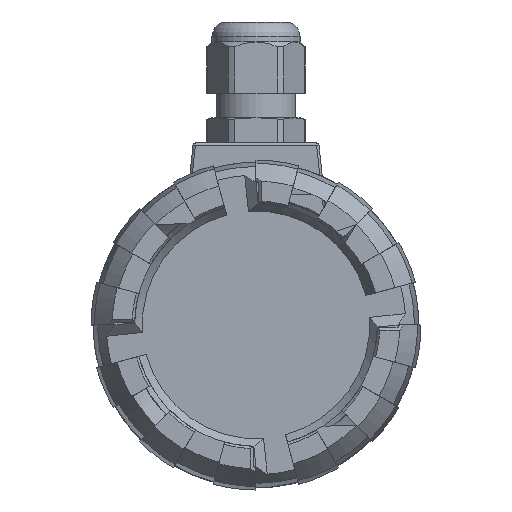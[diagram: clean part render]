
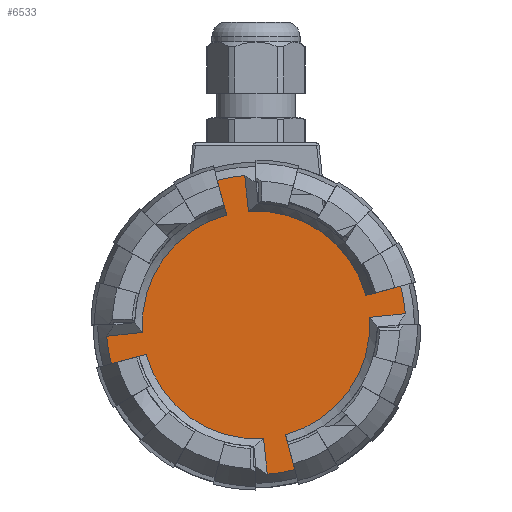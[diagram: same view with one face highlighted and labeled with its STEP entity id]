
A CAD part, top view. The second image highlights one B-rep face of the part: STEP entity #6533.
In plain terms, the highlighted planar face has unit normal (0, 0, 1).
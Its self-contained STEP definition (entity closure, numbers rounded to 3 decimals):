
#262=LINE('',#9145,#630);
#304=LINE('',#9241,#672);
#349=LINE('',#9344,#717);
#388=LINE('',#9433,#756);
#398=LINE('',#9491,#766);
#399=LINE('',#9496,#767);
#400=LINE('',#9501,#768);
#401=LINE('',#9504,#769);
#630=VECTOR('',#7586,1000.);
#672=VECTOR('',#7664,1000.);
#717=VECTOR('',#7745,1000.);
#756=VECTOR('',#7820,1000.);
#766=VECTOR('',#7898,1000.);
#767=VECTOR('',#7903,1000.);
#768=VECTOR('',#7908,1000.);
#769=VECTOR('',#7911,1000.);
#990=PLANE('',#6917);
#1635=ORIENTED_EDGE('',*,*,#2773,.F.);
#1636=ORIENTED_EDGE('',*,*,#2774,.F.);
#1637=ORIENTED_EDGE('',*,*,#2775,.T.);
#1638=ORIENTED_EDGE('',*,*,#2649,.F.);
#1639=ORIENTED_EDGE('',*,*,#2776,.F.);
#1640=ORIENTED_EDGE('',*,*,#2777,.T.);
#1641=ORIENTED_EDGE('',*,*,#2778,.T.);
#1642=ORIENTED_EDGE('',*,*,#2601,.T.);
#1643=ORIENTED_EDGE('',*,*,#2779,.F.);
#1644=ORIENTED_EDGE('',*,*,#2780,.F.);
#1645=ORIENTED_EDGE('',*,*,#2752,.T.);
#1646=ORIENTED_EDGE('',*,*,#2745,.F.);
#1647=ORIENTED_EDGE('',*,*,#2781,.F.);
#1648=ORIENTED_EDGE('',*,*,#2782,.F.);
#1649=ORIENTED_EDGE('',*,*,#2783,.T.);
#1650=ORIENTED_EDGE('',*,*,#2700,.F.);
#2601=EDGE_CURVE('',#3252,#3253,#262,.T.);
#2649=EDGE_CURVE('',#3288,#3289,#304,.T.);
#2700=EDGE_CURVE('',#3327,#3328,#349,.T.);
#2745=EDGE_CURVE('',#3360,#3361,#388,.T.);
#2752=EDGE_CURVE('',#3366,#3361,#3642,.T.);
#2773=EDGE_CURVE('',#3373,#3327,#3656,.T.);
#2774=EDGE_CURVE('',#3374,#3373,#398,.T.);
#2775=EDGE_CURVE('',#3374,#3289,#3657,.T.);
#2776=EDGE_CURVE('',#3375,#3288,#3658,.T.);
#2777=EDGE_CURVE('',#3375,#3376,#399,.T.);
#2778=EDGE_CURVE('',#3376,#3252,#3659,.T.);
#2779=EDGE_CURVE('',#3377,#3253,#3660,.T.);
#2780=EDGE_CURVE('',#3366,#3377,#400,.T.);
#2781=EDGE_CURVE('',#3378,#3360,#3661,.T.);
#2782=EDGE_CURVE('',#3379,#3378,#401,.T.);
#2783=EDGE_CURVE('',#3379,#3328,#3662,.T.);
#3252=VERTEX_POINT('',#9146);
#3253=VERTEX_POINT('',#9147);
#3288=VERTEX_POINT('',#9242);
#3289=VERTEX_POINT('',#9243);
#3327=VERTEX_POINT('',#9343);
#3328=VERTEX_POINT('',#9345);
#3360=VERTEX_POINT('',#9434);
#3361=VERTEX_POINT('',#9435);
#3366=VERTEX_POINT('',#9448);
#3373=VERTEX_POINT('',#9490);
#3374=VERTEX_POINT('',#9492);
#3375=VERTEX_POINT('',#9495);
#3376=VERTEX_POINT('',#9497);
#3377=VERTEX_POINT('',#9500);
#3378=VERTEX_POINT('',#9503);
#3379=VERTEX_POINT('',#9505);
#3642=CIRCLE('',#6886,32.206);
#3656=CIRCLE('',#6918,24.47);
#3657=CIRCLE('',#6919,32.206);
#3658=CIRCLE('',#6920,24.47);
#3659=CIRCLE('',#6921,32.206);
#3660=CIRCLE('',#6922,24.47);
#3661=CIRCLE('',#6923,24.47);
#3662=CIRCLE('',#6924,32.206);
#3931=EDGE_LOOP('',(#1635,#1636,#1637,#1638,#1639,#1640,#1641,#1642,#1643,
#1644,#1645,#1646,#1647,#1648,#1649,#1650));
#4248=FACE_BOUND('',#3931,.T.);
#6533=ADVANCED_FACE('',(#4248),#990,.F.);
#6886=AXIS2_PLACEMENT_3D('',#9447,#7829,#7830);
#6917=AXIS2_PLACEMENT_3D('',#9488,#7894,#7895);
#6918=AXIS2_PLACEMENT_3D('',#9489,#7896,#7897);
#6919=AXIS2_PLACEMENT_3D('',#9493,#7899,#7900);
#6920=AXIS2_PLACEMENT_3D('',#9494,#7901,#7902);
#6921=AXIS2_PLACEMENT_3D('',#9498,#7904,#7905);
#6922=AXIS2_PLACEMENT_3D('',#9499,#7906,#7907);
#6923=AXIS2_PLACEMENT_3D('',#9502,#7909,#7910);
#6924=AXIS2_PLACEMENT_3D('',#9506,#7912,#7913);
#7586=DIRECTION('',(0.966,0.259,0.));
#7664=DIRECTION('',(-0.259,0.966,0.));
#7745=DIRECTION('',(0.966,0.259,0.));
#7820=DIRECTION('',(0.259,-0.966,0.));
#7829=DIRECTION('',(0.,0.,1.));
#7830=DIRECTION('',(1.,0.,0.));
#7894=DIRECTION('',(0.,0.,-1.));
#7895=DIRECTION('',(-1.,0.,0.));
#7896=DIRECTION('',(0.,0.,-1.));
#7897=DIRECTION('',(-1.,0.,0.));
#7898=DIRECTION('',(0.105,-0.995,0.));
#7899=DIRECTION('',(0.,0.,1.));
#7900=DIRECTION('',(1.,0.,0.));
#7901=DIRECTION('',(0.,0.,-1.));
#7902=DIRECTION('',(-1.,0.,0.));
#7903=DIRECTION('',(-0.995,-0.105,0.));
#7904=DIRECTION('',(0.,0.,1.));
#7905=DIRECTION('',(1.,0.,0.));
#7906=DIRECTION('',(0.,0.,-1.));
#7907=DIRECTION('',(-1.,0.,0.));
#7908=DIRECTION('',(-0.105,0.995,0.));
#7909=DIRECTION('',(0.,0.,-1.));
#7910=DIRECTION('',(-1.,0.,0.));
#7911=DIRECTION('',(-0.995,-0.105,0.));
#7912=DIRECTION('',(0.,0.,1.));
#7913=DIRECTION('',(1.,0.,0.));
#9145=CARTESIAN_POINT('',(0.,0.,57.8));
#9146=CARTESIAN_POINT('',(-31.109,-8.336,57.8));
#9147=CARTESIAN_POINT('',(-23.636,-6.333,57.8));
#9241=CARTESIAN_POINT('',(6.334,-23.639,57.8));
#9242=CARTESIAN_POINT('',(-6.333,23.636,57.8));
#9243=CARTESIAN_POINT('',(-8.336,31.109,57.8));
#9343=CARTESIAN_POINT('',(23.636,6.333,57.8));
#9344=CARTESIAN_POINT('',(23.636,6.333,57.8));
#9345=CARTESIAN_POINT('',(31.109,8.336,57.8));
#9433=CARTESIAN_POINT('',(6.333,-23.636,57.8));
#9434=CARTESIAN_POINT('',(6.333,-23.636,57.8));
#9435=CARTESIAN_POINT('',(8.336,-31.109,57.8));
#9447=CARTESIAN_POINT('',(0.,0.,57.8));
#9448=CARTESIAN_POINT('',(2.43,-32.114,57.8));
#9488=CARTESIAN_POINT('',(0.,0.,57.8));
#9489=CARTESIAN_POINT('',(0.,0.,57.8));
#9490=CARTESIAN_POINT('',(-1.621,24.416,57.8));
#9491=CARTESIAN_POINT('',(0.935,0.098,57.8));
#9492=CARTESIAN_POINT('',(-2.43,32.114,57.8));
#9493=CARTESIAN_POINT('',(0.,0.,57.8));
#9494=CARTESIAN_POINT('',(0.,0.,57.8));
#9495=CARTESIAN_POINT('',(-24.416,-1.621,57.8));
#9496=CARTESIAN_POINT('',(-0.098,0.935,57.8));
#9497=CARTESIAN_POINT('',(-32.114,-2.43,57.8));
#9498=CARTESIAN_POINT('',(0.,0.,57.8));
#9499=CARTESIAN_POINT('',(0.,0.,57.8));
#9500=CARTESIAN_POINT('',(1.621,-24.416,57.8));
#9501=CARTESIAN_POINT('',(-0.935,-0.098,57.8));
#9502=CARTESIAN_POINT('',(0.,0.,57.8));
#9503=CARTESIAN_POINT('',(24.416,1.621,57.8));
#9504=CARTESIAN_POINT('',(0.098,-0.935,57.8));
#9505=CARTESIAN_POINT('',(32.114,2.43,57.8));
#9506=CARTESIAN_POINT('',(0.,0.,57.8));
